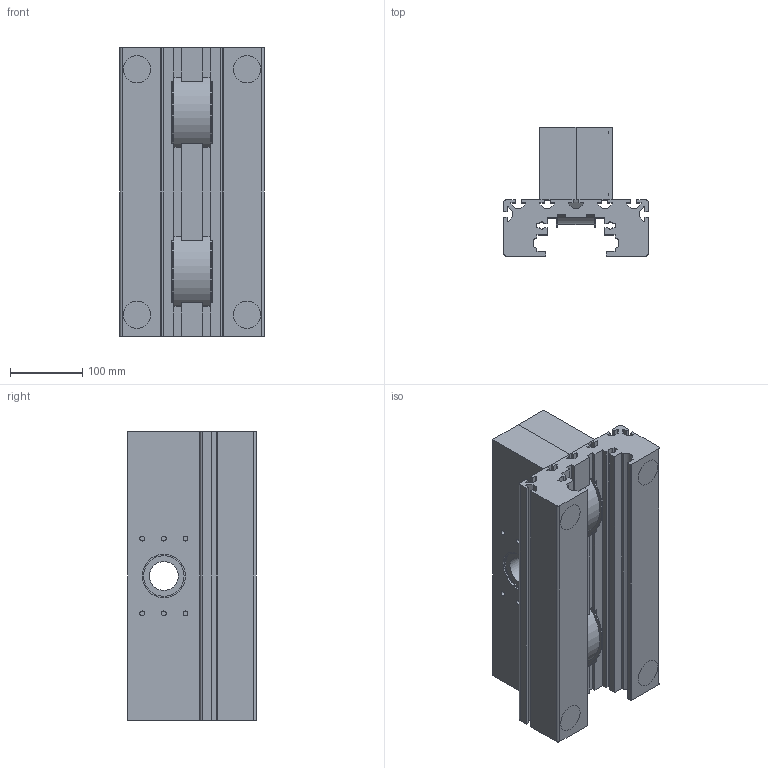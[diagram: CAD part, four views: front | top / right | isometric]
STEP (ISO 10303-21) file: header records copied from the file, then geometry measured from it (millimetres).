
FILE_DESCRIPTION((''),'2;1');
FILE_NAME('SL0612N.ipt.step','2007-09-10T15:14:13',(''),(''),'Autodesk Inventor 11','Autodesk Inventor 11','');
FILE_SCHEMA(('AUTOMOTIVE_DESIGN { 1 0 10303 214 1 1 1 1 }'));
Length unit declared in the file: millimetre
Products named in the file (1): SL0612N
Bounding box: 200 x 178 x 400 mm (x, y, z)
Volume: 7321756.4 mm3; surface area: 737591.3 mm2
Topology: 1 solids, 1 shells, 440 faces, 1112 edges, 712 vertices
Faces by surface type: plane 231, bspline 168, cylinder 41
Full cylindrical faces by diameter (mm): 6.647 x6, 10 x5, 11 x5, 38 x4, 40 x1, 56 x1, 60 x1, 68 x1
Entity records: 13348 total; most frequent: CARTESIAN_POINT 3378, ORIENTED_EDGE 2066, DIRECTION 1797, EDGE_CURVE 1033, VECTOR 815, LINE 815, VERTEX_POINT 700, EDGE_LOOP 589
